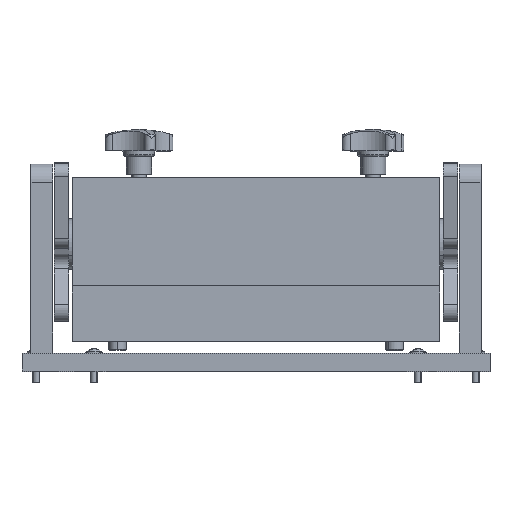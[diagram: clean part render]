
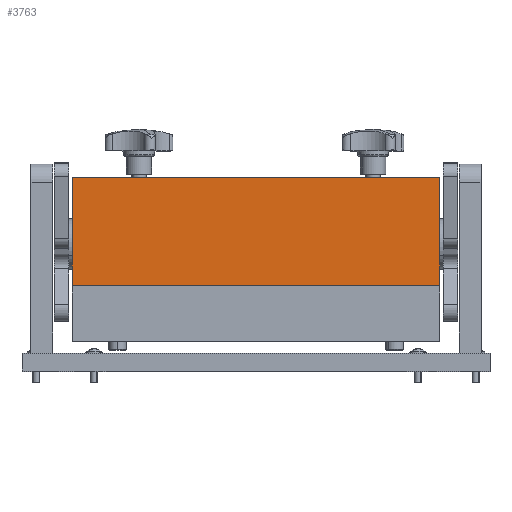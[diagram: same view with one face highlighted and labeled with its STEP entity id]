
A CAD part, top view. The second image highlights one B-rep face of the part: STEP entity #3763.
In plain terms, the highlighted face is planar.
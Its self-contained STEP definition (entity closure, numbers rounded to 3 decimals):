
#366 = VECTOR ( 'NONE', #8282, 1000. ) ;
#1006 = LINE ( 'NONE', #4577, #8554 ) ;
#1237 = VECTOR ( 'NONE', #2700, 1000. ) ;
#1271 = CARTESIAN_POINT ( 'NONE',  ( -102., 0., 0. ) ) ;
#1918 = CARTESIAN_POINT ( 'NONE',  ( 102., 0., 0. ) ) ;
#1946 = CARTESIAN_POINT ( 'NONE',  ( 102., 60., 0. ) ) ;
#2700 = DIRECTION ( 'NONE',  ( 0., 1., 0. ) ) ;
#2877 = ORIENTED_EDGE ( 'NONE', *, *, #4360, .F. ) ;
#3026 = FACE_OUTER_BOUND ( 'NONE', #8910, .T. ) ;
#3679 = CARTESIAN_POINT ( 'NONE',  ( 102., 60., 0. ) ) ;
#3687 = DIRECTION ( 'NONE',  ( -1., 0., 0. ) ) ;
#3763 = ADVANCED_FACE ( 'NONE', ( #3026 ), #6612, .F. ) ;
#4126 = ORIENTED_EDGE ( 'NONE', *, *, #5265, .T. ) ;
#4283 = VECTOR ( 'NONE', #5490, 1000. ) ;
#4360 = EDGE_CURVE ( 'NONE', #11493, #10900, #4637, .T. ) ;
#4577 = CARTESIAN_POINT ( 'NONE',  ( 102., 60., 0. ) ) ;
#4590 = CARTESIAN_POINT ( 'NONE',  ( -102., 60., 0. ) ) ;
#4637 = LINE ( 'NONE', #1946, #366 ) ;
#5265 = EDGE_CURVE ( 'NONE', #11493, #8312, #9945, .T. ) ;
#5490 = DIRECTION ( 'NONE',  ( -1., 0., 0. ) ) ;
#6612 = PLANE ( 'NONE',  #6725 ) ;
#6661 = ORIENTED_EDGE ( 'NONE', *, *, #9361, .F. ) ;
#6725 = AXIS2_PLACEMENT_3D ( 'NONE', #11343, #9588, #10402 ) ;
#7160 = CARTESIAN_POINT ( 'NONE',  ( 102., 0., 0. ) ) ;
#8282 = DIRECTION ( 'NONE',  ( 0., 1., 0. ) ) ;
#8312 = VERTEX_POINT ( 'NONE', #1271 ) ;
#8554 = VECTOR ( 'NONE', #3687, 1000. ) ;
#8910 = EDGE_LOOP ( 'NONE', ( #9483, #6661, #2877, #4126 ) ) ;
#8950 = EDGE_CURVE ( 'NONE', #8312, #10448, #9051, .T. ) ;
#9051 = LINE ( 'NONE', #4590, #1237 ) ;
#9361 = EDGE_CURVE ( 'NONE', #10900, #10448, #1006, .T. ) ;
#9483 = ORIENTED_EDGE ( 'NONE', *, *, #8950, .T. ) ;
#9588 = DIRECTION ( 'NONE',  ( 0., 0., 1. ) ) ;
#9945 = LINE ( 'NONE', #1918, #4283 ) ;
#10402 = DIRECTION ( 'NONE',  ( 0., -1., 0. ) ) ;
#10448 = VERTEX_POINT ( 'NONE', #11192 ) ;
#10900 = VERTEX_POINT ( 'NONE', #3679 ) ;
#11192 = CARTESIAN_POINT ( 'NONE',  ( -102., 60., 0. ) ) ;
#11343 = CARTESIAN_POINT ( 'NONE',  ( 102., 60., 0. ) ) ;
#11493 = VERTEX_POINT ( 'NONE', #7160 ) ;
